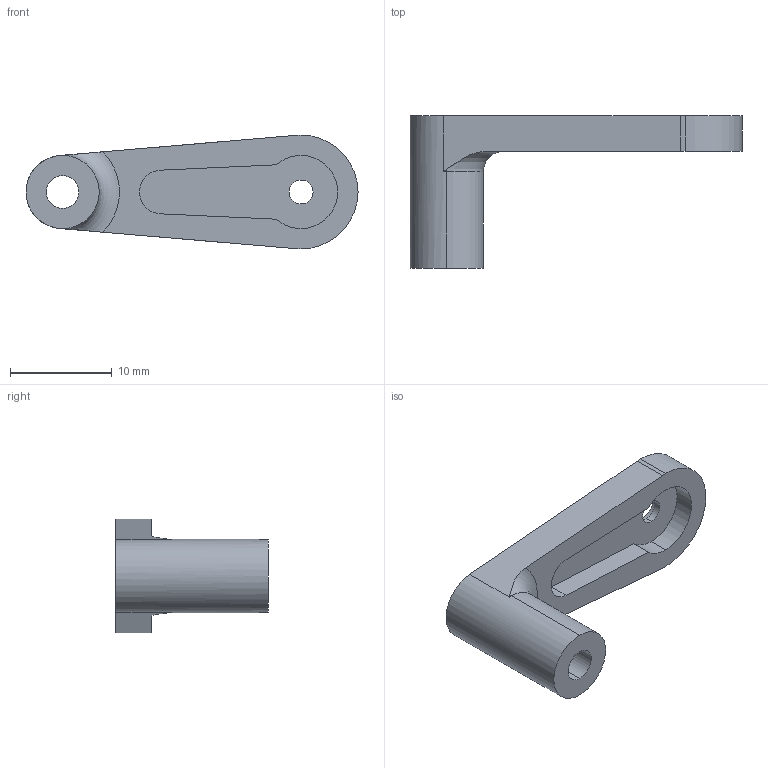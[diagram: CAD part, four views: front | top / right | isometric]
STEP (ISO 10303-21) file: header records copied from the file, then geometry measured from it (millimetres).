
FILE_DESCRIPTION (( 'STEP AP214' ), '1' );
FILE_NAME ('Extension bielle moteur V1.STEP', '2019-07-27T15:04:30', ( '' ), ( '' ), 'SwSTEP 2.0', 'SolidWorks 2017', '' );
FILE_SCHEMA (( 'AUTOMOTIVE_DESIGN' ));
Length unit declared in the file: millimetre
Products named in the file (1): Extension bielle moteur V1
Bounding box: 32.65 x 15 x 11.2 mm (x, y, z)
Volume: 1149.9 mm3; surface area: 1325 mm2
Topology: 1 solids, 1 shells, 27 faces, 67 edges, 44 vertices
Faces by surface type: cylinder 15, plane 9, torus 3
Entity records: 878 total; most frequent: CARTESIAN_POINT 163, DIRECTION 154, ORIENTED_EDGE 134, EDGE_CURVE 67, AXIS2_PLACEMENT_3D 63, VERTEX_POINT 44, CIRCLE 35, EDGE_LOOP 33
